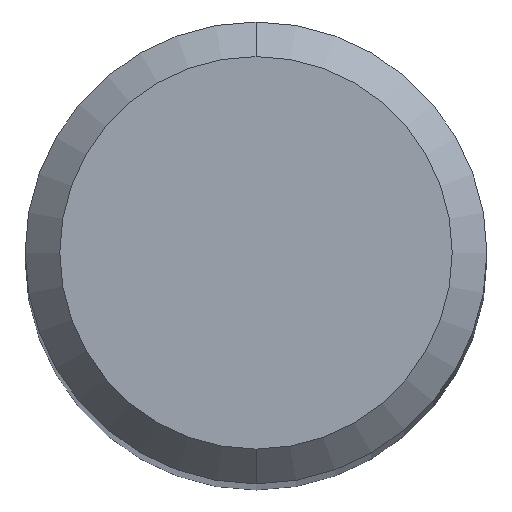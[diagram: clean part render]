
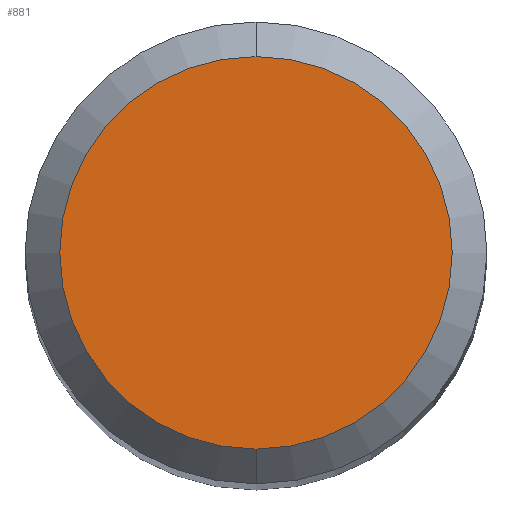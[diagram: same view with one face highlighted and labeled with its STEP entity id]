
A CAD part, top view. The second image highlights one B-rep face of the part: STEP entity #881.
In plain terms, the highlighted planar face has unit normal (0, 0, 1).
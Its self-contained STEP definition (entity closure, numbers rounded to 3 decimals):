
#659=EDGE_CURVE('',#757,#723,#1526,.T.);
#723=VERTEX_POINT('',#1597);
#757=VERTEX_POINT('',#1635);
#881=ADVANCED_FACE('',(#1769),#1770,.T.);
#1053=EDGE_CURVE('',#723,#757,#1955,.T.);
#1526=CIRCLE('',#3603,1.7);
#1597=CARTESIAN_POINT('',(0.,-1.7,0.0));
#1635=CARTESIAN_POINT('',(0.0,1.7,0.0));
#1769=FACE_OUTER_BOUND('',#4576,.T.);
#1770=PLANE('',#4577);
#1955=CIRCLE('',#5392,1.7);
#3603=AXIS2_PLACEMENT_3D('',#6602,#6603,#6604);
#4576=EDGE_LOOP('',(#6874,#6875));
#4577=AXIS2_PLACEMENT_3D('',#6876,#6877,#6878);
#5392=AXIS2_PLACEMENT_3D('',#7069,#7070,#7071);
#6602=CARTESIAN_POINT('',(0.0,0.0,0.0));
#6603=DIRECTION('',(0.0,0.0,-1.0));
#6604=DIRECTION('',(0.0,1.0,0.0));
#6874=ORIENTED_EDGE('',*,*,#659,.F.);
#6875=ORIENTED_EDGE('',*,*,#1053,.F.);
#6876=CARTESIAN_POINT('',(0.0,0.85,0.0));
#6877=DIRECTION('',(-0.0,0.0,1.0));
#6878=DIRECTION('',(0.0,-1.0,0.0));
#7069=CARTESIAN_POINT('',(0.0,0.0,0.0));
#7070=DIRECTION('',(0.0,0.0,-1.0));
#7071=DIRECTION('',(0.0,1.0,0.0));
